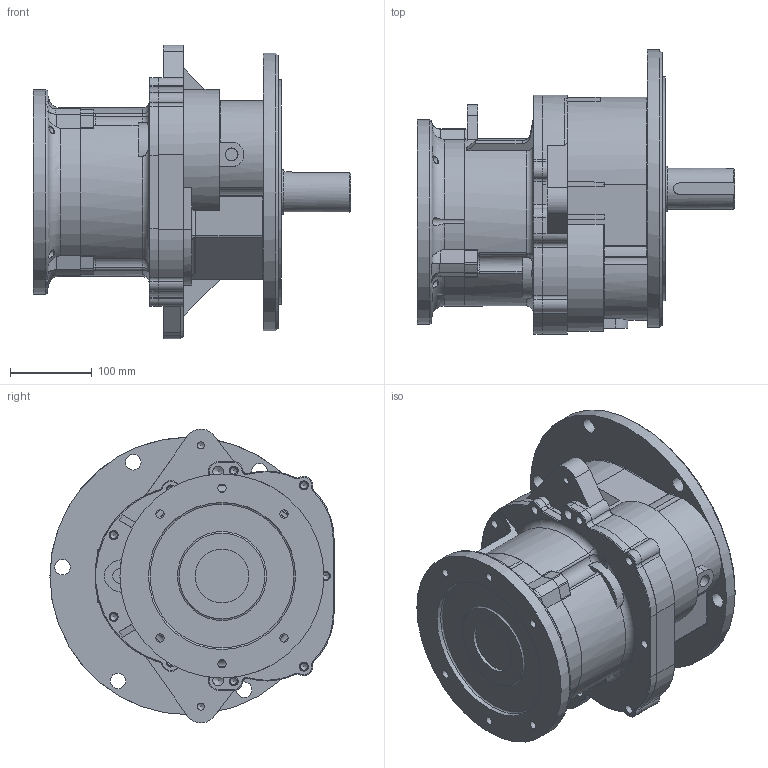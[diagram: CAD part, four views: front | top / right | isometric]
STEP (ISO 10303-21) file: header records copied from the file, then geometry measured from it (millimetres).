
FILE_DESCRIPTION (( 'STEP AP214' ), '1' );
FILE_NAME ('EK2DO07892H001_F1VF_3.7KW_R25.stp', '2022-07-04T05:21:10', ( 'Windows 餌辨濠' ), ( '' ), 'SwSTEP 2.0', 'SolidWorks 2021', '' );
FILE_SCHEMA (( 'AUTOMOTIVE_DESIGN' ));
Length unit declared in the file: millimetre
Products named in the file (5): DKG1300341__3.7; DKA0800226_BRACKET; 18_3.7; DKA0102468_CASING; EK2DO07892H001_F1VF_3.7KW_R25
Assembly tree (4 placements, depth 2):
  EK2DO07892H001_F1VF_3.7KW_R25
    DKA0102468_CASING
    DKA0800226_BRACKET
    18_3.7
    DKG1300341__3.7
Bounding box: 389 x 348 x 359.91 mm (x, y, z)
Volume: 13813270.8 mm3; surface area: 799643.6 mm2
Topology: 4 solids, 4 shells, 530 faces, 1432 edges, 916 vertices
Faces by surface type: cylinder 263, plane 161, torus 58, cone 30, bspline 18
Full cylindrical faces by diameter (mm): 2.7 x2, 6.8 x3, 8.5 x11, 9 x3, 10.2 x6, 11 x9, 13 x4, 18 x1, 19 x6, 50 x1, 55 x1, 66 x1, 180 x1, 250 x1, 255 x1, 275 x1, 340 x1
Entity records: 18898 total; most frequent: CARTESIAN_POINT 5456, DIRECTION 2814, ORIENTED_EDGE 2600, EDGE_CURVE 1300, AXIS2_PLACEMENT_3D 1142, VERTEX_POINT 867, EDGE_LOOP 675, CIRCLE 623
